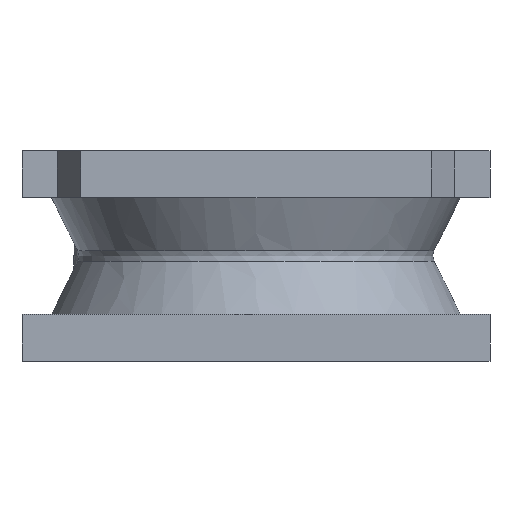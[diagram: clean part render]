
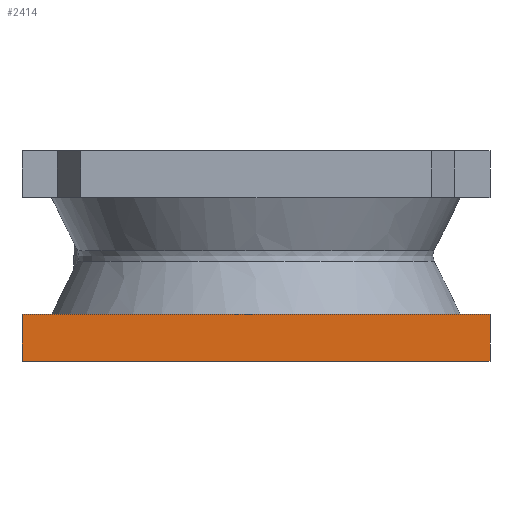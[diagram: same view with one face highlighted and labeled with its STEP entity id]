
A CAD part, left-side view. The second image highlights one B-rep face of the part: STEP entity #2414.
In plain terms, the highlighted planar face has unit normal (-1, 0, 0).
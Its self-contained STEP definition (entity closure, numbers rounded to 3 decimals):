
#1682 = VERTEX_POINT('',#1683);
#1683 = CARTESIAN_POINT('',(-2.,-2.,0.43));
#1689 = EDGE_CURVE('',#1682,#1690,#1692,.T.);
#1690 = VERTEX_POINT('',#1691);
#1691 = CARTESIAN_POINT('',(-2.,2.,0.43));
#1692 = LINE('',#1693,#1694);
#1693 = CARTESIAN_POINT('',(-2.,-2.,0.43));
#1694 = VECTOR('',#1695,1.);
#1695 = DIRECTION('',(0.,1.,0.));
#2349 = VERTEX_POINT('',#2350);
#2350 = CARTESIAN_POINT('',(-2.,-2.,0.03));
#2356 = EDGE_CURVE('',#2349,#1682,#2357,.T.);
#2357 = LINE('',#2358,#2359);
#2358 = CARTESIAN_POINT('',(-2.,-2.,0.03));
#2359 = VECTOR('',#2360,1.);
#2360 = DIRECTION('',(0.,0.,1.));
#2414 = ADVANCED_FACE('',(#2415),#2433,.F.);
#2415 = FACE_BOUND('',#2416,.T.);
#2416 = EDGE_LOOP('',(#2417,#2418,#2426,#2432));
#2417 = ORIENTED_EDGE('',*,*,#1689,.T.);
#2418 = ORIENTED_EDGE('',*,*,#2419,.F.);
#2419 = EDGE_CURVE('',#2420,#1690,#2422,.T.);
#2420 = VERTEX_POINT('',#2421);
#2421 = CARTESIAN_POINT('',(-2.,2.,0.03));
#2422 = LINE('',#2423,#2424);
#2423 = CARTESIAN_POINT('',(-2.,2.,0.03));
#2424 = VECTOR('',#2425,1.);
#2425 = DIRECTION('',(0.,0.,1.));
#2426 = ORIENTED_EDGE('',*,*,#2427,.F.);
#2427 = EDGE_CURVE('',#2349,#2420,#2428,.T.);
#2428 = LINE('',#2429,#2430);
#2429 = CARTESIAN_POINT('',(-2.,-2.,0.03));
#2430 = VECTOR('',#2431,1.);
#2431 = DIRECTION('',(0.,1.,0.));
#2432 = ORIENTED_EDGE('',*,*,#2356,.T.);
#2433 = PLANE('',#2434);
#2434 = AXIS2_PLACEMENT_3D('',#2435,#2436,#2437);
#2435 = CARTESIAN_POINT('',(-2.,-2.,0.03));
#2436 = DIRECTION('',(1.,0.,0.));
#2437 = DIRECTION('',(0.,0.,-1.));
